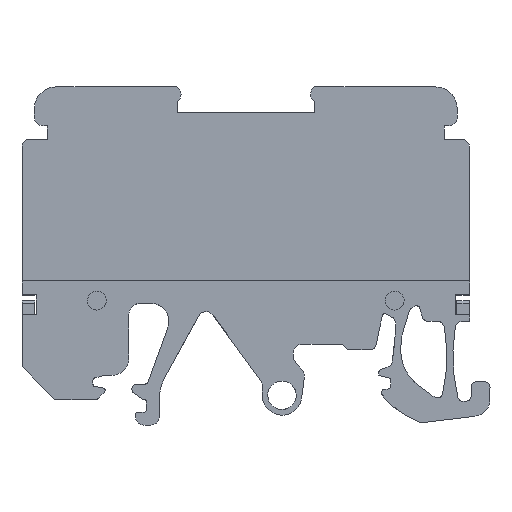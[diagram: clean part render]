
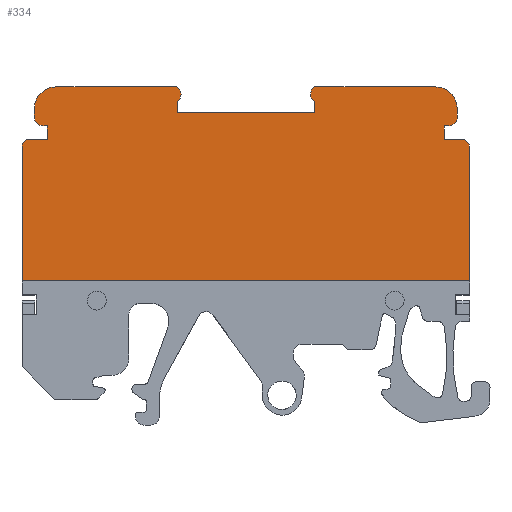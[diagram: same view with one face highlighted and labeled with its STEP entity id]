
A CAD part, left-side view. The second image highlights one B-rep face of the part: STEP entity #334.
In plain terms, the highlighted planar face has unit normal (-1, 0, 0).
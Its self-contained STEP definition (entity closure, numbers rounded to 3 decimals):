
#138=AXIS2_PLACEMENT_3D('Plane Axis2P3D',#135,#136,#137) ;
#142=AXIS2_PLACEMENT_3D('Circle Axis2P3D',#140,#141,$) ;
#177=AXIS2_PLACEMENT_3D('Circle Axis2P3D',#175,#176,$) ;
#191=AXIS2_PLACEMENT_3D('Circle Axis2P3D',#189,#190,$) ;
#205=AXIS2_PLACEMENT_3D('Circle Axis2P3D',#203,#204,$) ;
#233=AXIS2_PLACEMENT_3D('Circle Axis2P3D',#231,#232,$) ;
#247=AXIS2_PLACEMENT_3D('Circle Axis2P3D',#245,#246,$) ;
#261=AXIS2_PLACEMENT_3D('Circle Axis2P3D',#259,#260,$) ;
#296=AXIS2_PLACEMENT_3D('Circle Axis2P3D',#294,#295,$) ;
#41=CARTESIAN_POINT('Vertex',(0.,2.375,16.7)) ;
#46=CARTESIAN_POINT('Line Origine',(0.,28.3,16.7)) ;
#50=CARTESIAN_POINT('Vertex',(0.,54.225,16.7)) ;
#111=CARTESIAN_POINT('Vertex',(0.,2.375,32.17)) ;
#114=CARTESIAN_POINT('Line Origine',(0.,2.375,24.435)) ;
#135=CARTESIAN_POINT('Axis2P3D Location',(0.,28.5,8.75)) ;
#140=CARTESIAN_POINT('Axis2P3D Location',(0.,3.375,32.17)) ;
#144=CARTESIAN_POINT('Vertex',(0.,2.939,33.07)) ;
#147=CARTESIAN_POINT('Line Origine',(0.,4.12,33.07)) ;
#151=CARTESIAN_POINT('Vertex',(0.,5.3,33.07)) ;
#154=CARTESIAN_POINT('Line Origine',(0.,5.3,33.12)) ;
#158=CARTESIAN_POINT('Vertex',(0.,5.3,33.17)) ;
#161=CARTESIAN_POINT('Line Origine',(0.,5.3,33.92)) ;
#165=CARTESIAN_POINT('Vertex',(0.,5.3,34.67)) ;
#168=CARTESIAN_POINT('Line Origine',(0.,5.05,34.67)) ;
#172=CARTESIAN_POINT('Vertex',(0.,4.8,34.67)) ;
#175=CARTESIAN_POINT('Axis2P3D Location',(0.,4.8,35.67)) ;
#179=CARTESIAN_POINT('Vertex',(0.,3.8,35.67)) ;
#182=CARTESIAN_POINT('Line Origine',(0.,3.8,36.17)) ;
#186=CARTESIAN_POINT('Vertex',(0.,3.8,36.67)) ;
#189=CARTESIAN_POINT('Axis2P3D Location',(0.,6.3,36.67)) ;
#193=CARTESIAN_POINT('Vertex',(0.,6.3,39.17)) ;
#196=CARTESIAN_POINT('Line Origine',(0.,13.3,39.17)) ;
#200=CARTESIAN_POINT('Vertex',(0.,20.3,39.17)) ;
#203=CARTESIAN_POINT('Axis2P3D Location',(0.,19.827,38.32)) ;
#207=CARTESIAN_POINT('Vertex',(0.,20.35,37.5)) ;
#210=CARTESIAN_POINT('Line Origine',(0.,20.35,36.835)) ;
#214=CARTESIAN_POINT('Vertex',(0.,20.35,36.17)) ;
#217=CARTESIAN_POINT('Line Origine',(0.,28.3,36.17)) ;
#221=CARTESIAN_POINT('Vertex',(0.,36.25,36.17)) ;
#224=CARTESIAN_POINT('Line Origine',(0.,36.25,36.835)) ;
#228=CARTESIAN_POINT('Vertex',(0.,36.25,37.5)) ;
#231=CARTESIAN_POINT('Axis2P3D Location',(0.,36.772,38.32)) ;
#235=CARTESIAN_POINT('Vertex',(0.,36.3,39.17)) ;
#238=CARTESIAN_POINT('Line Origine',(0.,43.3,39.17)) ;
#242=CARTESIAN_POINT('Vertex',(0.,50.3,39.17)) ;
#245=CARTESIAN_POINT('Axis2P3D Location',(0.,50.3,36.67)) ;
#249=CARTESIAN_POINT('Vertex',(0.,52.8,36.67)) ;
#252=CARTESIAN_POINT('Line Origine',(0.,52.8,36.17)) ;
#256=CARTESIAN_POINT('Vertex',(0.,52.8,35.67)) ;
#259=CARTESIAN_POINT('Axis2P3D Location',(0.,51.8,35.67)) ;
#263=CARTESIAN_POINT('Vertex',(0.,51.8,34.67)) ;
#266=CARTESIAN_POINT('Line Origine',(0.,51.55,34.67)) ;
#270=CARTESIAN_POINT('Vertex',(0.,51.3,34.67)) ;
#273=CARTESIAN_POINT('Line Origine',(0.,51.3,33.92)) ;
#277=CARTESIAN_POINT('Vertex',(0.,51.3,33.17)) ;
#280=CARTESIAN_POINT('Line Origine',(0.,51.3,33.12)) ;
#284=CARTESIAN_POINT('Vertex',(0.,51.3,33.07)) ;
#287=CARTESIAN_POINT('Line Origine',(0.,52.48,33.07)) ;
#291=CARTESIAN_POINT('Vertex',(0.,53.661,33.07)) ;
#294=CARTESIAN_POINT('Axis2P3D Location',(0.,53.225,32.17)) ;
#298=CARTESIAN_POINT('Vertex',(0.,54.225,32.17)) ;
#301=CARTESIAN_POINT('Line Origine',(0.,54.225,24.435)) ;
#47=DIRECTION('Vector Direction',(0.,1.,0.)) ;
#115=DIRECTION('Vector Direction',(0.,0.,1.)) ;
#136=DIRECTION('Axis2P3D Direction',(1.,0.,0.)) ;
#137=DIRECTION('Axis2P3D XDirection',(0.,1.,0.)) ;
#141=DIRECTION('Axis2P3D Direction',(1.,0.,0.)) ;
#148=DIRECTION('Vector Direction',(0.,1.,0.)) ;
#155=DIRECTION('Vector Direction',(0.,0.,1.)) ;
#162=DIRECTION('Vector Direction',(0.,0.,1.)) ;
#169=DIRECTION('Vector Direction',(0.,1.,0.)) ;
#176=DIRECTION('Axis2P3D Direction',(1.,0.,0.)) ;
#183=DIRECTION('Vector Direction',(0.,0.,1.)) ;
#190=DIRECTION('Axis2P3D Direction',(1.,0.,0.)) ;
#197=DIRECTION('Vector Direction',(0.,1.,0.)) ;
#204=DIRECTION('Axis2P3D Direction',(1.,0.,0.)) ;
#211=DIRECTION('Vector Direction',(0.,0.,1.)) ;
#218=DIRECTION('Vector Direction',(0.,1.,0.)) ;
#225=DIRECTION('Vector Direction',(0.,0.,1.)) ;
#232=DIRECTION('Axis2P3D Direction',(1.,0.,0.)) ;
#239=DIRECTION('Vector Direction',(0.,1.,0.)) ;
#246=DIRECTION('Axis2P3D Direction',(1.,0.,0.)) ;
#253=DIRECTION('Vector Direction',(0.,0.,1.)) ;
#260=DIRECTION('Axis2P3D Direction',(1.,0.,0.)) ;
#267=DIRECTION('Vector Direction',(0.,1.,0.)) ;
#274=DIRECTION('Vector Direction',(0.,0.,1.)) ;
#281=DIRECTION('Vector Direction',(0.,0.,1.)) ;
#288=DIRECTION('Vector Direction',(0.,1.,0.)) ;
#295=DIRECTION('Axis2P3D Direction',(1.,0.,0.)) ;
#302=DIRECTION('Vector Direction',(0.,0.,1.)) ;
#48=VECTOR('Line Direction',#47,1.) ;
#116=VECTOR('Line Direction',#115,1.) ;
#149=VECTOR('Line Direction',#148,1.) ;
#156=VECTOR('Line Direction',#155,1.) ;
#163=VECTOR('Line Direction',#162,1.) ;
#170=VECTOR('Line Direction',#169,1.) ;
#184=VECTOR('Line Direction',#183,1.) ;
#198=VECTOR('Line Direction',#197,1.) ;
#212=VECTOR('Line Direction',#211,1.) ;
#219=VECTOR('Line Direction',#218,1.) ;
#226=VECTOR('Line Direction',#225,1.) ;
#240=VECTOR('Line Direction',#239,1.) ;
#254=VECTOR('Line Direction',#253,1.) ;
#268=VECTOR('Line Direction',#267,1.) ;
#275=VECTOR('Line Direction',#274,1.) ;
#282=VECTOR('Line Direction',#281,1.) ;
#289=VECTOR('Line Direction',#288,1.) ;
#303=VECTOR('Line Direction',#302,1.) ;
#307=ORIENTED_EDGE('',*,*,#52,.F.) ;
#308=ORIENTED_EDGE('',*,*,#118,.F.) ;
#309=ORIENTED_EDGE('',*,*,#146,.F.) ;
#310=ORIENTED_EDGE('',*,*,#153,.F.) ;
#311=ORIENTED_EDGE('',*,*,#160,.F.) ;
#312=ORIENTED_EDGE('',*,*,#167,.F.) ;
#313=ORIENTED_EDGE('',*,*,#174,.F.) ;
#314=ORIENTED_EDGE('',*,*,#181,.F.) ;
#315=ORIENTED_EDGE('',*,*,#188,.F.) ;
#316=ORIENTED_EDGE('',*,*,#195,.F.) ;
#317=ORIENTED_EDGE('',*,*,#202,.F.) ;
#318=ORIENTED_EDGE('',*,*,#209,.F.) ;
#319=ORIENTED_EDGE('',*,*,#216,.F.) ;
#320=ORIENTED_EDGE('',*,*,#223,.F.) ;
#321=ORIENTED_EDGE('',*,*,#230,.F.) ;
#322=ORIENTED_EDGE('',*,*,#237,.F.) ;
#323=ORIENTED_EDGE('',*,*,#244,.F.) ;
#324=ORIENTED_EDGE('',*,*,#251,.F.) ;
#325=ORIENTED_EDGE('',*,*,#258,.F.) ;
#326=ORIENTED_EDGE('',*,*,#265,.F.) ;
#327=ORIENTED_EDGE('',*,*,#272,.F.) ;
#328=ORIENTED_EDGE('',*,*,#279,.F.) ;
#329=ORIENTED_EDGE('',*,*,#286,.F.) ;
#330=ORIENTED_EDGE('',*,*,#293,.F.) ;
#331=ORIENTED_EDGE('',*,*,#300,.F.) ;
#332=ORIENTED_EDGE('',*,*,#305,.F.) ;
#334=ADVANCED_FACE('V1',(#333),#139,.F.) ;
#143=CIRCLE('generated circle',#142,1.) ;
#178=CIRCLE('generated circle',#177,1.) ;
#192=CIRCLE('generated circle',#191,2.5) ;
#206=CIRCLE('generated circle',#205,0.973) ;
#234=CIRCLE('generated circle',#233,0.972) ;
#248=CIRCLE('generated circle',#247,2.5) ;
#262=CIRCLE('generated circle',#261,1.) ;
#297=CIRCLE('generated circle',#296,1.) ;
#52=EDGE_CURVE('',#42,#51,#49,.T.) ;
#118=EDGE_CURVE('',#112,#42,#117,.F.) ;
#146=EDGE_CURVE('',#145,#112,#143,.T.) ;
#153=EDGE_CURVE('',#152,#145,#150,.F.) ;
#160=EDGE_CURVE('',#159,#152,#157,.F.) ;
#167=EDGE_CURVE('',#166,#159,#164,.F.) ;
#174=EDGE_CURVE('',#173,#166,#171,.T.) ;
#181=EDGE_CURVE('',#180,#173,#178,.T.) ;
#188=EDGE_CURVE('',#187,#180,#185,.F.) ;
#195=EDGE_CURVE('',#194,#187,#192,.T.) ;
#202=EDGE_CURVE('',#201,#194,#199,.F.) ;
#209=EDGE_CURVE('',#208,#201,#206,.T.) ;
#216=EDGE_CURVE('',#215,#208,#213,.T.) ;
#223=EDGE_CURVE('',#222,#215,#220,.F.) ;
#230=EDGE_CURVE('',#229,#222,#227,.F.) ;
#237=EDGE_CURVE('',#236,#229,#234,.T.) ;
#244=EDGE_CURVE('',#243,#236,#241,.F.) ;
#251=EDGE_CURVE('',#250,#243,#248,.T.) ;
#258=EDGE_CURVE('',#257,#250,#255,.T.) ;
#265=EDGE_CURVE('',#264,#257,#262,.T.) ;
#272=EDGE_CURVE('',#271,#264,#269,.T.) ;
#279=EDGE_CURVE('',#278,#271,#276,.T.) ;
#286=EDGE_CURVE('',#285,#278,#283,.T.) ;
#293=EDGE_CURVE('',#292,#285,#290,.F.) ;
#300=EDGE_CURVE('',#299,#292,#297,.T.) ;
#305=EDGE_CURVE('',#51,#299,#304,.T.) ;
#306=EDGE_LOOP('',(#307,#308,#309,#310,#311,#312,#313,#314,#315,#316,#317,#318,#319,#320,#321,#322,#323,#324,#325,#326,#327,#328,#329,#330,#331,#332)) ;
#333=FACE_OUTER_BOUND('',#306,.T.) ;
#49=LINE('Line',#46,#48) ;
#117=LINE('Line',#114,#116) ;
#150=LINE('Line',#147,#149) ;
#157=LINE('Line',#154,#156) ;
#164=LINE('Line',#161,#163) ;
#171=LINE('Line',#168,#170) ;
#185=LINE('Line',#182,#184) ;
#199=LINE('Line',#196,#198) ;
#213=LINE('Line',#210,#212) ;
#220=LINE('Line',#217,#219) ;
#227=LINE('Line',#224,#226) ;
#241=LINE('Line',#238,#240) ;
#255=LINE('Line',#252,#254) ;
#269=LINE('Line',#266,#268) ;
#276=LINE('Line',#273,#275) ;
#283=LINE('Line',#280,#282) ;
#290=LINE('Line',#287,#289) ;
#304=LINE('Line',#301,#303) ;
#139=PLANE('',#138) ;
#42=VERTEX_POINT('',#41) ;
#51=VERTEX_POINT('',#50) ;
#112=VERTEX_POINT('',#111) ;
#145=VERTEX_POINT('',#144) ;
#152=VERTEX_POINT('',#151) ;
#159=VERTEX_POINT('',#158) ;
#166=VERTEX_POINT('',#165) ;
#173=VERTEX_POINT('',#172) ;
#180=VERTEX_POINT('',#179) ;
#187=VERTEX_POINT('',#186) ;
#194=VERTEX_POINT('',#193) ;
#201=VERTEX_POINT('',#200) ;
#208=VERTEX_POINT('',#207) ;
#215=VERTEX_POINT('',#214) ;
#222=VERTEX_POINT('',#221) ;
#229=VERTEX_POINT('',#228) ;
#236=VERTEX_POINT('',#235) ;
#243=VERTEX_POINT('',#242) ;
#250=VERTEX_POINT('',#249) ;
#257=VERTEX_POINT('',#256) ;
#264=VERTEX_POINT('',#263) ;
#271=VERTEX_POINT('',#270) ;
#278=VERTEX_POINT('',#277) ;
#285=VERTEX_POINT('',#284) ;
#292=VERTEX_POINT('',#291) ;
#299=VERTEX_POINT('',#298) ;
